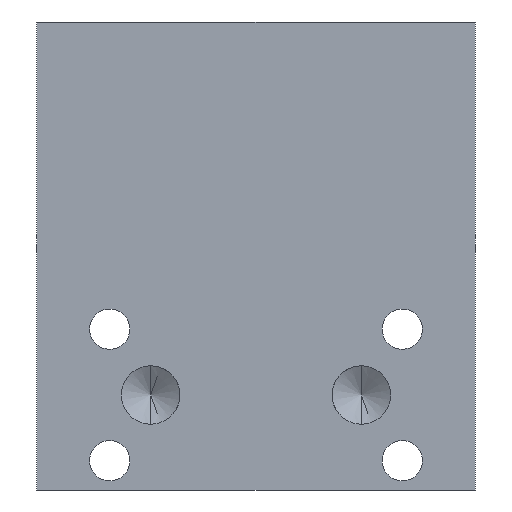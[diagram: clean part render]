
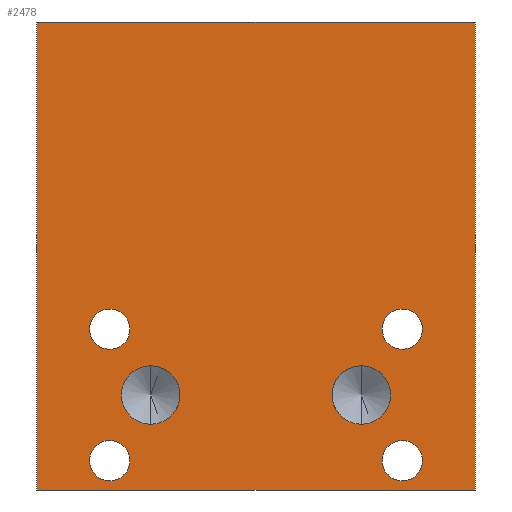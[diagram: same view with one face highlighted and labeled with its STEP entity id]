
A CAD part, left-side view. The second image highlights one B-rep face of the part: STEP entity #2478.
In plain terms, the highlighted planar face has unit normal (-1, 0, 0).
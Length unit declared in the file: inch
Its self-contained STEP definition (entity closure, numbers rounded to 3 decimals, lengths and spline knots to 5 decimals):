
#1=DIRECTION('',(0.,-1.,0.));
#2=VECTOR('',#1,3.75);
#3=CARTESIAN_POINT('',(0.,0.,0.));
#4=LINE('',#3,#2);
#17=DIRECTION('',(0.,0.,1.));
#18=VECTOR('',#17,4.);
#19=CARTESIAN_POINT('',(0.,0.,0.));
#20=LINE('',#19,#18);
#21=CARTESIAN_POINT('',(0.,-0.625,0.25));
#22=DIRECTION('',(1.,0.,0.));
#23=DIRECTION('',(0.,0.,-1.));
#24=AXIS2_PLACEMENT_3D('',#21,#22,#23);
#26=CARTESIAN_POINT('',(0.,-0.625,0.25));
#27=DIRECTION('',(1.,0.,0.));
#28=DIRECTION('',(0.,0.,1.));
#29=AXIS2_PLACEMENT_3D('',#26,#27,#28);
#31=CARTESIAN_POINT('',(0.,-3.125,0.25));
#32=DIRECTION('',(1.,0.,0.));
#33=DIRECTION('',(0.,0.,-1.));
#34=AXIS2_PLACEMENT_3D('',#31,#32,#33);
#36=CARTESIAN_POINT('',(0.,-3.125,0.25));
#37=DIRECTION('',(1.,0.,0.));
#38=DIRECTION('',(0.,0.,1.));
#39=AXIS2_PLACEMENT_3D('',#36,#37,#38);
#41=CARTESIAN_POINT('',(0.,-0.625,1.375));
#42=DIRECTION('',(1.,0.,0.));
#43=DIRECTION('',(0.,0.,-1.));
#44=AXIS2_PLACEMENT_3D('',#41,#42,#43);
#46=CARTESIAN_POINT('',(0.,-0.625,1.375));
#47=DIRECTION('',(1.,0.,0.));
#48=DIRECTION('',(0.,0.,1.));
#49=AXIS2_PLACEMENT_3D('',#46,#47,#48);
#51=CARTESIAN_POINT('',(0.,-3.125,1.375));
#52=DIRECTION('',(1.,0.,0.));
#53=DIRECTION('',(0.,0.,-1.));
#54=AXIS2_PLACEMENT_3D('',#51,#52,#53);
#56=CARTESIAN_POINT('',(0.,-3.125,1.375));
#57=DIRECTION('',(1.,0.,0.));
#58=DIRECTION('',(0.,0.,1.));
#59=AXIS2_PLACEMENT_3D('',#56,#57,#58);
#61=CARTESIAN_POINT('',(0.,-0.975,0.812));
#62=DIRECTION('',(1.,0.,0.));
#63=DIRECTION('',(0.,0.,-1.));
#64=AXIS2_PLACEMENT_3D('',#61,#62,#63);
#66=CARTESIAN_POINT('',(0.,-0.975,0.812));
#67=DIRECTION('',(1.,0.,0.));
#68=DIRECTION('',(0.,0.,1.));
#69=AXIS2_PLACEMENT_3D('',#66,#67,#68);
#71=CARTESIAN_POINT('',(0.,-2.775,0.812));
#72=DIRECTION('',(1.,0.,0.));
#73=DIRECTION('',(0.,0.,-1.));
#74=AXIS2_PLACEMENT_3D('',#71,#72,#73);
#76=CARTESIAN_POINT('',(0.,-2.775,0.812));
#77=DIRECTION('',(1.,0.,0.));
#78=DIRECTION('',(0.,0.,1.));
#79=AXIS2_PLACEMENT_3D('',#76,#77,#78);
#149=DIRECTION('',(0.,0.,1.));
#150=VECTOR('',#149,4.);
#151=CARTESIAN_POINT('',(0.,-3.75,0.));
#152=LINE('',#151,#150);
#153=DIRECTION('',(0.,-1.,0.));
#154=VECTOR('',#153,3.75);
#155=CARTESIAN_POINT('',(0.,0.,4.));
#156=LINE('',#155,#154);
#2116=CARTESIAN_POINT('',(0.,0.,0.));
#2117=CARTESIAN_POINT('',(0.,-3.75,0.));
#2118=VERTEX_POINT('',#2116);
#2119=VERTEX_POINT('',#2117);
#2124=CARTESIAN_POINT('',(0.,0.,4.));
#2125=CARTESIAN_POINT('',(0.,-3.75,4.));
#2126=VERTEX_POINT('',#2124);
#2127=VERTEX_POINT('',#2125);
#2340=CARTESIAN_POINT('',(0.,-0.625,0.078));
#2341=CARTESIAN_POINT('',(0.,-0.625,0.422));
#2342=VERTEX_POINT('',#2340);
#2343=VERTEX_POINT('',#2341);
#2348=CARTESIAN_POINT('',(0.,-3.125,0.078));
#2349=CARTESIAN_POINT('',(0.,-3.125,0.422));
#2350=VERTEX_POINT('',#2348);
#2351=VERTEX_POINT('',#2349);
#2356=CARTESIAN_POINT('',(0.,-0.625,1.203));
#2357=CARTESIAN_POINT('',(0.,-0.625,1.547));
#2358=VERTEX_POINT('',#2356);
#2359=VERTEX_POINT('',#2357);
#2364=CARTESIAN_POINT('',(0.,-3.125,1.203));
#2365=CARTESIAN_POINT('',(0.,-3.125,1.547));
#2366=VERTEX_POINT('',#2364);
#2367=VERTEX_POINT('',#2365);
#2378=CARTESIAN_POINT('',(0.,-0.975,0.562));
#2379=CARTESIAN_POINT('',(0.,-0.975,1.062));
#2380=VERTEX_POINT('',#2378);
#2381=VERTEX_POINT('',#2379);
#2398=CARTESIAN_POINT('',(0.,-2.775,0.562));
#2399=CARTESIAN_POINT('',(0.,-2.775,1.062));
#2400=VERTEX_POINT('',#2398);
#2401=VERTEX_POINT('',#2399);
#2428=CARTESIAN_POINT('',(0.,0.,0.));
#2429=DIRECTION('',(-1.,0.,0.));
#2430=DIRECTION('',(0.,-1.,0.));
#2431=AXIS2_PLACEMENT_3D('',#2428,#2429,#2430);
#2432=PLANE('',#2431);
#2433=ORIENTED_EDGE('',*,*,#2417,.F.);
#2435=ORIENTED_EDGE('',*,*,#2434,.T.);
#2437=ORIENTED_EDGE('',*,*,#2436,.T.);
#2439=ORIENTED_EDGE('',*,*,#2438,.F.);
#2440=EDGE_LOOP('',(#2433,#2435,#2437,#2439));
#2441=FACE_OUTER_BOUND('',#2440,.F.);
#2443=ORIENTED_EDGE('',*,*,#2442,.F.);
#2445=ORIENTED_EDGE('',*,*,#2444,.F.);
#2446=EDGE_LOOP('',(#2443,#2445));
#2447=FACE_BOUND('',#2446,.F.);
#2449=ORIENTED_EDGE('',*,*,#2448,.F.);
#2451=ORIENTED_EDGE('',*,*,#2450,.F.);
#2452=EDGE_LOOP('',(#2449,#2451));
#2453=FACE_BOUND('',#2452,.F.);
#2455=ORIENTED_EDGE('',*,*,#2454,.F.);
#2457=ORIENTED_EDGE('',*,*,#2456,.F.);
#2458=EDGE_LOOP('',(#2455,#2457));
#2459=FACE_BOUND('',#2458,.F.);
#2461=ORIENTED_EDGE('',*,*,#2460,.F.);
#2463=ORIENTED_EDGE('',*,*,#2462,.F.);
#2464=EDGE_LOOP('',(#2461,#2463));
#2465=FACE_BOUND('',#2464,.F.);
#2467=ORIENTED_EDGE('',*,*,#2466,.F.);
#2469=ORIENTED_EDGE('',*,*,#2468,.F.);
#2470=EDGE_LOOP('',(#2467,#2469));
#2471=FACE_BOUND('',#2470,.F.);
#2473=ORIENTED_EDGE('',*,*,#2472,.F.);
#2475=ORIENTED_EDGE('',*,*,#2474,.F.);
#2476=EDGE_LOOP('',(#2473,#2475));
#2477=FACE_BOUND('',#2476,.F.);
#2478=ADVANCED_FACE('',(#2441,#2447,#2453,#2459,#2465,#2471,#2477),#2432,.T.);
#25=CIRCLE('',#24,0.172);
#30=CIRCLE('',#29,0.172);
#35=CIRCLE('',#34,0.172);
#40=CIRCLE('',#39,0.172);
#45=CIRCLE('',#44,0.172);
#50=CIRCLE('',#49,0.172);
#55=CIRCLE('',#54,0.172);
#60=CIRCLE('',#59,0.172);
#65=CIRCLE('',#64,0.25);
#70=CIRCLE('',#69,0.25);
#75=CIRCLE('',#74,0.25);
#80=CIRCLE('',#79,0.25);
#2417=EDGE_CURVE('',#2118,#2119,#4,.T.);
#2434=EDGE_CURVE('',#2118,#2126,#20,.T.);
#2436=EDGE_CURVE('',#2126,#2127,#156,.T.);
#2438=EDGE_CURVE('',#2119,#2127,#152,.T.);
#2442=EDGE_CURVE('',#2342,#2343,#25,.T.);
#2444=EDGE_CURVE('',#2343,#2342,#30,.T.);
#2448=EDGE_CURVE('',#2350,#2351,#35,.T.);
#2450=EDGE_CURVE('',#2351,#2350,#40,.T.);
#2454=EDGE_CURVE('',#2358,#2359,#45,.T.);
#2456=EDGE_CURVE('',#2359,#2358,#50,.T.);
#2460=EDGE_CURVE('',#2366,#2367,#55,.T.);
#2462=EDGE_CURVE('',#2367,#2366,#60,.T.);
#2466=EDGE_CURVE('',#2380,#2381,#65,.T.);
#2468=EDGE_CURVE('',#2381,#2380,#70,.T.);
#2472=EDGE_CURVE('',#2400,#2401,#75,.T.);
#2474=EDGE_CURVE('',#2401,#2400,#80,.T.);
